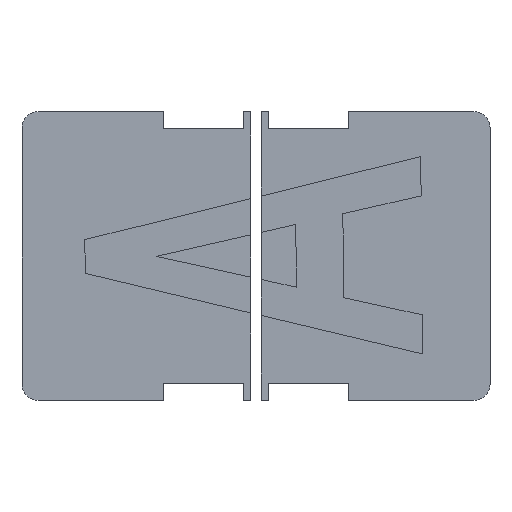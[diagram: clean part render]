
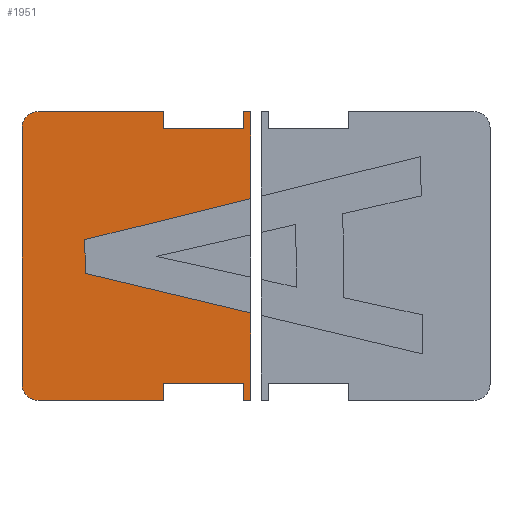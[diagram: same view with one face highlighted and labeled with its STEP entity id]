
A CAD part, top view. The second image highlights one B-rep face of the part: STEP entity #1951.
In plain terms, the highlighted planar face has unit normal (0, 0, 1).
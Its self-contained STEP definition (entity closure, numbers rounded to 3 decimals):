
#17=CIRCLE('',#2063,3.);
#18=CIRCLE('',#2064,3.);
#169=FACE_OUTER_BOUND('',#275,.T.);
#275=EDGE_LOOP('',(#1685,#1686,#1687,#1688,#1689,#1690,#1691,#1692,#1693,
#1694,#1695,#1696,#1697,#1698,#1699,#1700,#1701,#1702));
#471=LINE('',#3332,#709);
#479=LINE('',#3348,#717);
#482=LINE('',#3355,#720);
#486=LINE('',#3363,#724);
#494=LINE('',#3377,#732);
#495=LINE('',#3380,#733);
#496=LINE('',#3382,#734);
#497=LINE('',#3384,#735);
#498=LINE('',#3386,#736);
#499=LINE('',#3388,#737);
#500=LINE('',#3392,#738);
#501=LINE('',#3396,#739);
#502=LINE('',#3398,#740);
#503=LINE('',#3400,#741);
#504=LINE('',#3402,#742);
#505=LINE('',#3403,#743);
#709=VECTOR('',#2404,10.);
#717=VECTOR('',#2412,10.);
#720=VECTOR('',#2419,10.);
#724=VECTOR('',#2425,10.);
#732=VECTOR('',#2441,10.);
#733=VECTOR('',#2444,10.);
#734=VECTOR('',#2445,10.);
#735=VECTOR('',#2446,10.);
#736=VECTOR('',#2447,10.);
#737=VECTOR('',#2448,10.);
#738=VECTOR('',#2451,10.);
#739=VECTOR('',#2454,10.);
#740=VECTOR('',#2455,10.);
#741=VECTOR('',#2456,10.);
#742=VECTOR('',#2457,10.);
#743=VECTOR('',#2458,10.);
#910=VERTEX_POINT('',#3329);
#911=VERTEX_POINT('',#3331);
#918=VERTEX_POINT('',#3345);
#919=VERTEX_POINT('',#3347);
#921=VERTEX_POINT('',#3354);
#924=VERTEX_POINT('',#3362);
#927=VERTEX_POINT('',#3379);
#928=VERTEX_POINT('',#3381);
#929=VERTEX_POINT('',#3383);
#930=VERTEX_POINT('',#3385);
#931=VERTEX_POINT('',#3387);
#932=VERTEX_POINT('',#3389);
#933=VERTEX_POINT('',#3391);
#934=VERTEX_POINT('',#3393);
#935=VERTEX_POINT('',#3395);
#936=VERTEX_POINT('',#3397);
#937=VERTEX_POINT('',#3399);
#938=VERTEX_POINT('',#3401);
#1165=EDGE_CURVE('',#911,#910,#471,.T.);
#1173=EDGE_CURVE('',#919,#918,#479,.T.);
#1176=EDGE_CURVE('',#921,#911,#482,.T.);
#1180=EDGE_CURVE('',#924,#921,#486,.T.);
#1188=EDGE_CURVE('',#918,#924,#494,.T.);
#1189=EDGE_CURVE('',#910,#927,#495,.T.);
#1190=EDGE_CURVE('',#927,#928,#496,.T.);
#1191=EDGE_CURVE('',#928,#929,#497,.T.);
#1192=EDGE_CURVE('',#929,#930,#498,.T.);
#1193=EDGE_CURVE('',#930,#931,#499,.T.);
#1194=EDGE_CURVE('',#931,#932,#17,.T.);
#1195=EDGE_CURVE('',#932,#933,#500,.T.);
#1196=EDGE_CURVE('',#933,#934,#18,.T.);
#1197=EDGE_CURVE('',#934,#935,#501,.T.);
#1198=EDGE_CURVE('',#935,#936,#502,.T.);
#1199=EDGE_CURVE('',#936,#937,#503,.T.);
#1200=EDGE_CURVE('',#937,#938,#504,.T.);
#1201=EDGE_CURVE('',#938,#919,#505,.T.);
#1685=ORIENTED_EDGE('',*,*,#1188,.T.);
#1686=ORIENTED_EDGE('',*,*,#1180,.T.);
#1687=ORIENTED_EDGE('',*,*,#1176,.T.);
#1688=ORIENTED_EDGE('',*,*,#1165,.T.);
#1689=ORIENTED_EDGE('',*,*,#1189,.T.);
#1690=ORIENTED_EDGE('',*,*,#1190,.T.);
#1691=ORIENTED_EDGE('',*,*,#1191,.T.);
#1692=ORIENTED_EDGE('',*,*,#1192,.T.);
#1693=ORIENTED_EDGE('',*,*,#1193,.T.);
#1694=ORIENTED_EDGE('',*,*,#1194,.T.);
#1695=ORIENTED_EDGE('',*,*,#1195,.T.);
#1696=ORIENTED_EDGE('',*,*,#1196,.T.);
#1697=ORIENTED_EDGE('',*,*,#1197,.T.);
#1698=ORIENTED_EDGE('',*,*,#1198,.T.);
#1699=ORIENTED_EDGE('',*,*,#1199,.T.);
#1700=ORIENTED_EDGE('',*,*,#1200,.T.);
#1701=ORIENTED_EDGE('',*,*,#1201,.T.);
#1702=ORIENTED_EDGE('',*,*,#1173,.T.);
#1850=PLANE('',#2062);
#1951=ADVANCED_FACE('',(#169),#1850,.T.);
#2062=AXIS2_PLACEMENT_3D('',#3378,#2442,#2443);
#2063=AXIS2_PLACEMENT_3D('',#3390,#2449,#2450);
#2064=AXIS2_PLACEMENT_3D('',#3394,#2452,#2453);
#2404=DIRECTION('',(0.,1.,0.));
#2412=DIRECTION('',(0.,1.,0.));
#2419=DIRECTION('',(0.971,0.24,0.));
#2425=DIRECTION('',(-0.009,1.,0.));
#2441=DIRECTION('',(-0.973,0.232,0.));
#2442=DIRECTION('center_axis',(0.,0.,1.));
#2443=DIRECTION('ref_axis',(1.,0.,0.));
#2444=DIRECTION('',(-1.,0.,0.));
#2445=DIRECTION('',(0.,-1.,0.));
#2446=DIRECTION('',(-1.,0.,0.));
#2447=DIRECTION('',(0.,1.,0.));
#2448=DIRECTION('',(-1.,0.,0.));
#2449=DIRECTION('center_axis',(0.,0.,1.));
#2450=DIRECTION('ref_axis',(0.,1.,0.));
#2451=DIRECTION('',(0.,-1.,0.));
#2452=DIRECTION('center_axis',(0.,0.,1.));
#2453=DIRECTION('ref_axis',(-1.,0.,0.));
#2454=DIRECTION('',(1.,0.,0.));
#2455=DIRECTION('',(0.,1.,0.));
#2456=DIRECTION('',(1.,0.,0.));
#2457=DIRECTION('',(0.,-1.,0.));
#2458=DIRECTION('',(1.,0.,0.));
#3329=CARTESIAN_POINT('',(42.8,54.,0.6));
#3331=CARTESIAN_POINT('',(42.8,37.73,0.6));
#3332=CARTESIAN_POINT('',(42.8,54.,0.6));
#3345=CARTESIAN_POINT('',(42.8,16.344,0.6));
#3347=CARTESIAN_POINT('',(42.8,0.,0.6));
#3348=CARTESIAN_POINT('',(42.8,54.,0.6));
#3354=CARTESIAN_POINT('',(11.77,30.056,0.6));
#3355=CARTESIAN_POINT('',(47.386,38.864,0.6));
#3362=CARTESIAN_POINT('',(11.824,23.742,0.6));
#3363=CARTESIAN_POINT('',(11.783,28.487,0.6));
#3377=CARTESIAN_POINT('',(15.985,22.748,0.6));
#3378=CARTESIAN_POINT('Origin',(21.4,27.,0.6));
#3379=CARTESIAN_POINT('',(41.4,54.,0.6));
#3380=CARTESIAN_POINT('',(82.6,54.,0.6));
#3381=CARTESIAN_POINT('',(41.4,50.8,0.6));
#3382=CARTESIAN_POINT('',(41.4,50.8,0.6));
#3383=CARTESIAN_POINT('',(26.4,50.8,0.6));
#3384=CARTESIAN_POINT('',(26.4,50.8,0.6));
#3385=CARTESIAN_POINT('',(26.4,54.,0.6));
#3386=CARTESIAN_POINT('',(26.4,54.,0.6));
#3387=CARTESIAN_POINT('',(3.,54.,0.6));
#3388=CARTESIAN_POINT('',(82.6,54.,0.6));
#3389=CARTESIAN_POINT('',(0.,51.,0.6));
#3390=CARTESIAN_POINT('Origin',(3.,51.,0.6));
#3391=CARTESIAN_POINT('',(0.,3.,0.6));
#3392=CARTESIAN_POINT('',(0.,51.,0.6));
#3393=CARTESIAN_POINT('',(3.,0.,0.6));
#3394=CARTESIAN_POINT('Origin',(3.,3.,0.6));
#3395=CARTESIAN_POINT('',(26.4,0.,0.6));
#3396=CARTESIAN_POINT('',(3.,0.,0.6));
#3397=CARTESIAN_POINT('',(26.4,3.2,0.6));
#3398=CARTESIAN_POINT('',(26.4,0.,0.6));
#3399=CARTESIAN_POINT('',(41.4,3.2,0.6));
#3400=CARTESIAN_POINT('',(26.4,3.2,0.6));
#3401=CARTESIAN_POINT('',(41.4,0.,0.6));
#3402=CARTESIAN_POINT('',(41.4,3.2,0.6));
#3403=CARTESIAN_POINT('',(3.,0.,0.6));
